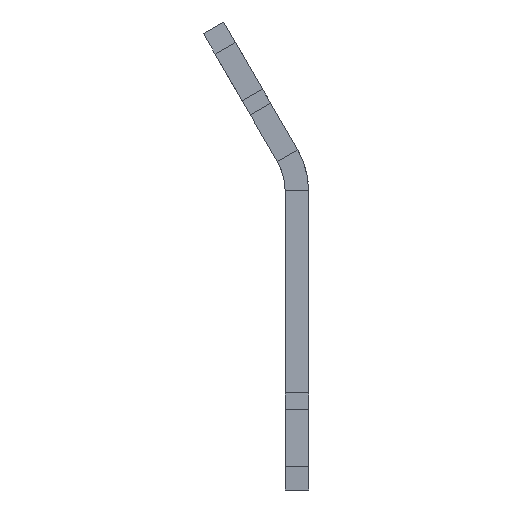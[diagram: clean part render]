
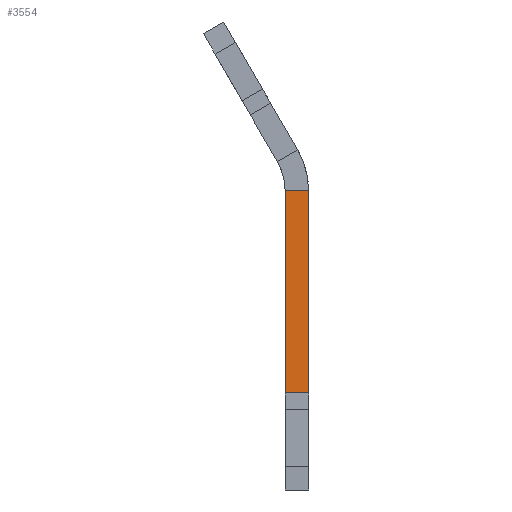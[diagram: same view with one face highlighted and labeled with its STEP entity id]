
A CAD part, left-side view. The second image highlights one B-rep face of the part: STEP entity #3554.
In plain terms, the highlighted planar face has unit normal (-1, 0, 0).
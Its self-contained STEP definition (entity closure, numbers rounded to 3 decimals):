
#120 = VERTEX_POINT ( 'NONE', #6410 ) ;
#253 = AXIS2_PLACEMENT_3D ( 'NONE', #6407, #6655, #6576 ) ;
#1481 = VERTEX_POINT ( 'NONE', #5700 ) ;
#1572 = PLANE ( 'NONE',  #253 ) ;
#1718 = VERTEX_POINT ( 'NONE', #2767 ) ;
#2375 = CARTESIAN_POINT ( 'NONE',  ( -66.05, -4., -27.255 ) ) ;
#2514 = CARTESIAN_POINT ( 'NONE',  ( -66.05, -4., -61.662 ) ) ;
#2537 = EDGE_CURVE ( 'NONE', #1481, #1718, #7521, .T. ) ;
#2580 = DIRECTION ( 'NONE',  ( 0., 0., 1. ) ) ;
#2767 = CARTESIAN_POINT ( 'NONE',  ( -66.05, -4., -27.255 ) ) ;
#2805 = DIRECTION ( 'NONE',  ( 0., -1., 0. ) ) ;
#3022 = EDGE_CURVE ( 'NONE', #120, #1718, #7067, .T. ) ;
#3520 = EDGE_CURVE ( 'NONE', #6057, #120, #6241, .T. ) ;
#3554 = ADVANCED_FACE ( 'NONE', ( #6299 ), #1572, .T. ) ;
#4560 = EDGE_CURVE ( 'NONE', #1481, #6057, #5438, .T. ) ;
#5394 = VECTOR ( 'NONE', #6513, 1000. ) ;
#5438 = LINE ( 'NONE', #6532, #5394 ) ;
#5700 = CARTESIAN_POINT ( 'NONE',  ( -66.05, -4., -61.662 ) ) ;
#6057 = VERTEX_POINT ( 'NONE', #6695 ) ;
#6241 = LINE ( 'NONE', #6396, #6250 ) ;
#6250 = VECTOR ( 'NONE', #6416, 1000. ) ;
#6299 = FACE_OUTER_BOUND ( 'NONE', #8016, .T. ) ;
#6396 = CARTESIAN_POINT ( 'NONE',  ( -66.05, 0., -61.662 ) ) ;
#6407 = CARTESIAN_POINT ( 'NONE',  ( -66.05, -4., -61.662 ) ) ;
#6410 = CARTESIAN_POINT ( 'NONE',  ( -66.05, 0., -27.255 ) ) ;
#6416 = DIRECTION ( 'NONE',  ( 0., 0., 1. ) ) ;
#6513 = DIRECTION ( 'NONE',  ( 0., 1., 0. ) ) ;
#6532 = CARTESIAN_POINT ( 'NONE',  ( -66.05, -4., -61.662 ) ) ;
#6576 = DIRECTION ( 'NONE',  ( 0., 0., 1. ) ) ;
#6655 = DIRECTION ( 'NONE',  ( -1., 0., 0. ) ) ;
#6695 = CARTESIAN_POINT ( 'NONE',  ( -66.05, 0., -61.662 ) ) ;
#7067 = LINE ( 'NONE', #2375, #7179 ) ;
#7129 = ORIENTED_EDGE ( 'NONE', *, *, #3520, .F. ) ;
#7179 = VECTOR ( 'NONE', #2805, 1000. ) ;
#7239 = VECTOR ( 'NONE', #2580, 1000. ) ;
#7260 = ORIENTED_EDGE ( 'NONE', *, *, #4560, .F. ) ;
#7521 = LINE ( 'NONE', #2514, #7239 ) ;
#8016 = EDGE_LOOP ( 'NONE', ( #8321, #7129, #7260, #8258 ) ) ;
#8258 = ORIENTED_EDGE ( 'NONE', *, *, #2537, .T. ) ;
#8321 = ORIENTED_EDGE ( 'NONE', *, *, #3022, .F. ) ;
